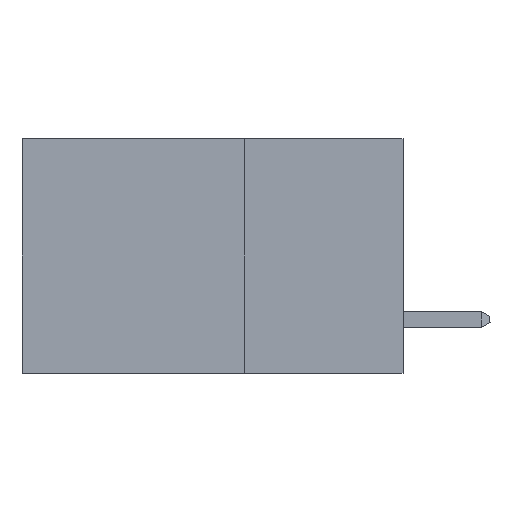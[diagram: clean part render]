
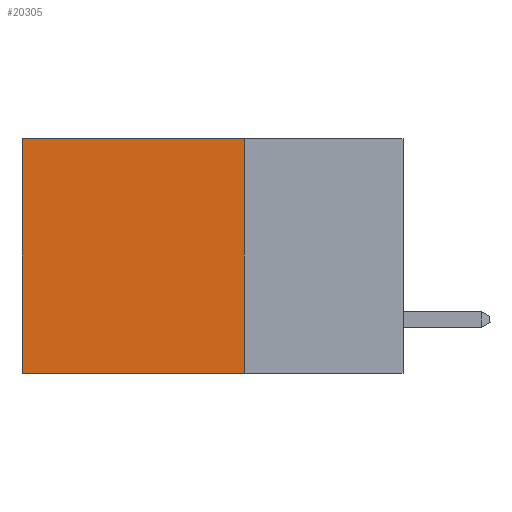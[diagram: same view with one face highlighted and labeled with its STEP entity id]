
A CAD part, left-side view. The second image highlights one B-rep face of the part: STEP entity #20305.
In plain terms, the highlighted planar face has unit normal (-1, 0, 0).
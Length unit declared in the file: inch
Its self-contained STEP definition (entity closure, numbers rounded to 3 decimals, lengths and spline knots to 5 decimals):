
#141 = EDGE_CURVE ( 'NONE', #3122, #41466, #28991, .T. ) ;
#413 = CARTESIAN_POINT ( 'NONE',  ( 0.2875, 0.25, 0. ) ) ;
#2235 = LINE ( 'NONE', #33973, #18799 ) ;
#3073 = ORIENTED_EDGE ( 'NONE', *, *, #29847, .F. ) ;
#3122 = VERTEX_POINT ( 'NONE', #22710 ) ;
#5897 = CARTESIAN_POINT ( 'NONE',  ( 0.2875, 0.25, -0.37 ) ) ;
#6051 = DIRECTION ( 'NONE',  ( 0., 1., 0. ) ) ;
#7129 = ORIENTED_EDGE ( 'NONE', *, *, #141, .F. ) ;
#7413 = CARTESIAN_POINT ( 'NONE',  ( 0.2875, 0.6, 0. ) ) ;
#7608 = VECTOR ( 'NONE', #35521, 39.37008 ) ;
#9990 = EDGE_CURVE ( 'NONE', #3122, #39254, #32419, .T. ) ;
#10119 = FACE_OUTER_BOUND ( 'NONE', #41552, .T. ) ;
#10527 = DIRECTION ( 'NONE',  ( 0., 0., -1. ) ) ;
#10574 = DIRECTION ( 'NONE',  ( 0., 0., -1. ) ) ;
#12015 = VERTEX_POINT ( 'NONE', #15214 ) ;
#13974 = LINE ( 'NONE', #5897, #17092 ) ;
#14613 = PLANE ( 'NONE',  #32911 ) ;
#15214 = CARTESIAN_POINT ( 'NONE',  ( 0.2875, 0.6, -0.37 ) ) ;
#17092 = VECTOR ( 'NONE', #6051, 39.37008 ) ;
#17969 = CARTESIAN_POINT ( 'NONE',  ( 0.2875, 0.25, 0. ) ) ;
#18799 = VECTOR ( 'NONE', #10574, 39.37008 ) ;
#19186 = VECTOR ( 'NONE', #10527, 39.37008 ) ;
#20305 = ADVANCED_FACE ( 'NONE', ( #10119 ), #14613, .F. ) ;
#21204 = DIRECTION ( 'NONE',  ( 0., 0., -1. ) ) ;
#22710 = CARTESIAN_POINT ( 'NONE',  ( 0.2875, 0.25, 0. ) ) ;
#25140 = ORIENTED_EDGE ( 'NONE', *, *, #9990, .T. ) ;
#25733 = ORIENTED_EDGE ( 'NONE', *, *, #28947, .T. ) ;
#27674 = CARTESIAN_POINT ( 'NONE',  ( 0.2875, 0.25, -0.37 ) ) ;
#28947 = EDGE_CURVE ( 'NONE', #39254, #12015, #2235, .T. ) ;
#28991 = LINE ( 'NONE', #413, #19186 ) ;
#29847 = EDGE_CURVE ( 'NONE', #41466, #12015, #13974, .T. ) ;
#32419 = LINE ( 'NONE', #39401, #7608 ) ;
#32911 = AXIS2_PLACEMENT_3D ( 'NONE', #17969, #41011, #21204 ) ;
#33973 = CARTESIAN_POINT ( 'NONE',  ( 0.2875, 0.6, 0. ) ) ;
#35521 = DIRECTION ( 'NONE',  ( 0., 1., 0. ) ) ;
#39254 = VERTEX_POINT ( 'NONE', #7413 ) ;
#39401 = CARTESIAN_POINT ( 'NONE',  ( 0.2875, 0.25, 0. ) ) ;
#41011 = DIRECTION ( 'NONE',  ( 1., 0., 0. ) ) ;
#41466 = VERTEX_POINT ( 'NONE', #27674 ) ;
#41552 = EDGE_LOOP ( 'NONE', ( #25733, #3073, #7129, #25140 ) ) ;
